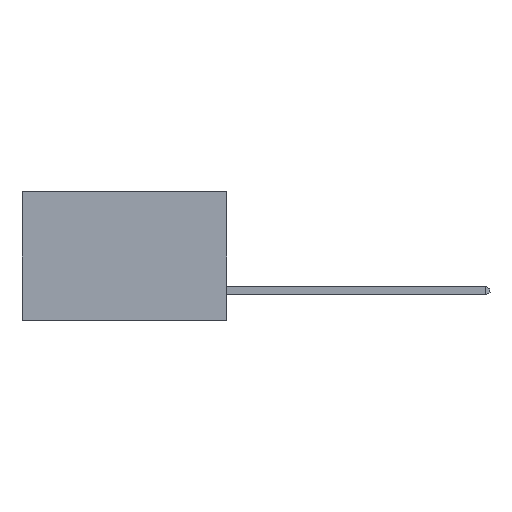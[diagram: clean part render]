
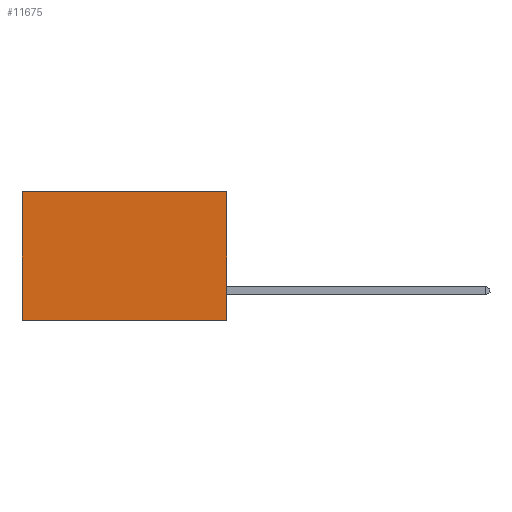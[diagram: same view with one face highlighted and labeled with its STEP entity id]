
A CAD part, left-side view. The second image highlights one B-rep face of the part: STEP entity #11675.
In plain terms, the highlighted planar face has unit normal (-1, 0, 0).
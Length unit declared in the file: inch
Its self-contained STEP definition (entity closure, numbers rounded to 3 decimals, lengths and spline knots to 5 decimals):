
#97 = DIRECTION ( 'NONE',  ( 0., 0., -1. ) ) ;
#809 = LINE ( 'NONE', #10106, #3649 ) ;
#928 = DIRECTION ( 'NONE',  ( 0., 0., -1. ) ) ;
#1237 = DIRECTION ( 'NONE',  ( 0., 0., -1. ) ) ;
#1523 = EDGE_CURVE ( 'NONE', #7896, #3516, #3637, .T. ) ;
#2264 = VECTOR ( 'NONE', #9245, 39.37008 ) ;
#2732 = VERTEX_POINT ( 'NONE', #9124 ) ;
#3064 = ORIENTED_EDGE ( 'NONE', *, *, #6736, .F. ) ;
#3087 = ORIENTED_EDGE ( 'NONE', *, *, #1523, .T. ) ;
#3178 = ORIENTED_EDGE ( 'NONE', *, *, #8095, .T. ) ;
#3347 = VECTOR ( 'NONE', #97, 39.37008 ) ;
#3479 = CARTESIAN_POINT ( 'NONE',  ( 0.277, 0.59, -0.37 ) ) ;
#3516 = VERTEX_POINT ( 'NONE', #3479 ) ;
#3637 = LINE ( 'NONE', #5076, #3347 ) ;
#3649 = VECTOR ( 'NONE', #10205, 39.37008 ) ;
#3681 = EDGE_CURVE ( 'NONE', #7571, #2732, #7711, .T. ) ;
#4993 = PLANE ( 'NONE',  #9424 ) ;
#5011 = LINE ( 'NONE', #9215, #2264 ) ;
#5076 = CARTESIAN_POINT ( 'NONE',  ( 0.277, 0.59, -0.37 ) ) ;
#5182 = ORIENTED_EDGE ( 'NONE', *, *, #3681, .F. ) ;
#5483 = CARTESIAN_POINT ( 'NONE',  ( 0.277, 0., 0. ) ) ;
#5557 = VECTOR ( 'NONE', #928, 39.37008 ) ;
#5588 = CARTESIAN_POINT ( 'NONE',  ( 0.277, 0.59, 0. ) ) ;
#6736 = EDGE_CURVE ( 'NONE', #2732, #3516, #809, .T. ) ;
#6819 = DIRECTION ( 'NONE',  ( 1., 0., 0. ) ) ;
#7571 = VERTEX_POINT ( 'NONE', #5483 ) ;
#7711 = LINE ( 'NONE', #8550, #5557 ) ;
#7835 = EDGE_LOOP ( 'NONE', ( #3087, #3064, #5182, #3178 ) ) ;
#7896 = VERTEX_POINT ( 'NONE', #5588 ) ;
#8095 = EDGE_CURVE ( 'NONE', #7571, #7896, #5011, .T. ) ;
#8550 = CARTESIAN_POINT ( 'NONE',  ( 0.277, 0., -0.37 ) ) ;
#8615 = CARTESIAN_POINT ( 'NONE',  ( 0.277, 0., -0.37 ) ) ;
#9124 = CARTESIAN_POINT ( 'NONE',  ( 0.277, 0., -0.37 ) ) ;
#9184 = FACE_OUTER_BOUND ( 'NONE', #7835, .T. ) ;
#9215 = CARTESIAN_POINT ( 'NONE',  ( 0.277, 0., 0. ) ) ;
#9245 = DIRECTION ( 'NONE',  ( 0., 1., 0. ) ) ;
#9424 = AXIS2_PLACEMENT_3D ( 'NONE', #8615, #6819, #1237 ) ;
#10106 = CARTESIAN_POINT ( 'NONE',  ( 0.277, 0., -0.37 ) ) ;
#10205 = DIRECTION ( 'NONE',  ( 0., 1., 0. ) ) ;
#11675 = ADVANCED_FACE ( 'NONE', ( #9184 ), #4993, .F. ) ;
